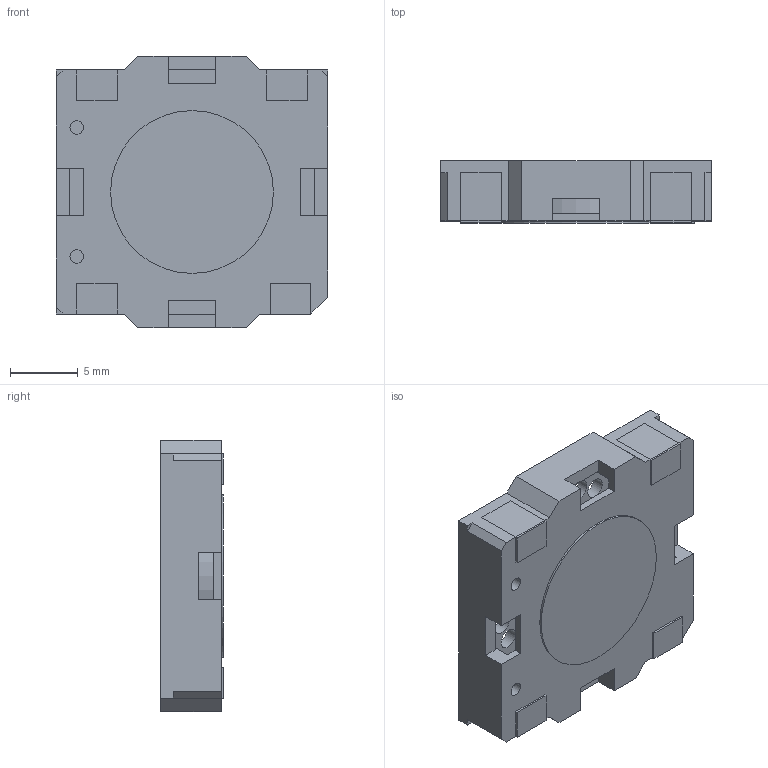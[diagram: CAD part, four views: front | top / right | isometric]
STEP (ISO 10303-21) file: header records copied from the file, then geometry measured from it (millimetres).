
FILE_DESCRIPTION(/* description */ (''),/* implementation_level */ '2;1');
FILE_NAME(/* name */ 'SMS-2008MS-R.ipt.stp',/* time_stamp */ '2020-05-28T15:16:45-04:00',/* author */ ('vandenbroek'),/* organization */ (''),/* preprocessor_version */ 'ST-DEVELOPER v16.1',/* originating_system */ 'Autodesk Inventor 2016',/* authorisation */ '');
FILE_SCHEMA (('AUTOMOTIVE_DESIGN { 1 0 10303 214 3 1 1 }'));
Length unit declared in the file: millimetre
Products named in the file (1): SMS-2008MS-R
Bounding box: 20 x 4.6 x 20 mm (x, y, z)
Volume: 1022.4 mm3; surface area: 2418.5 mm2
Topology: 11 solids, 11 shells, 162 faces, 434 edges, 282 vertices
Faces by surface type: plane 121, cylinder 41
Full cylindrical faces by diameter (mm): 1 x2, 1.5 x24, 12 x3
Entity records: 5111 total; most frequent: CARTESIAN_POINT 848, ORIENTED_EDGE 832, DIRECTION 812, EDGE_CURVE 404, LINE 322, VECTOR 322, VERTEX_POINT 281, EDGE_LOOP 247
